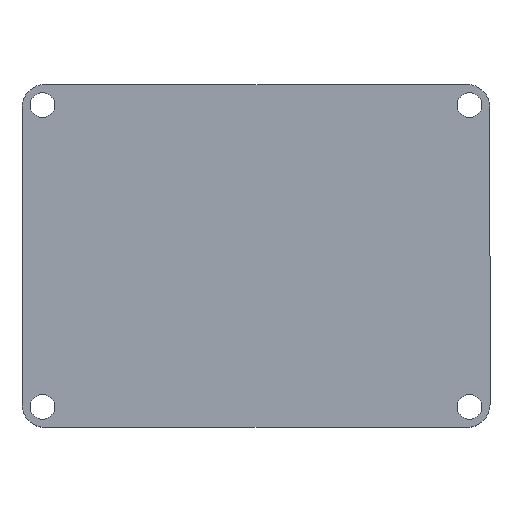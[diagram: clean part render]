
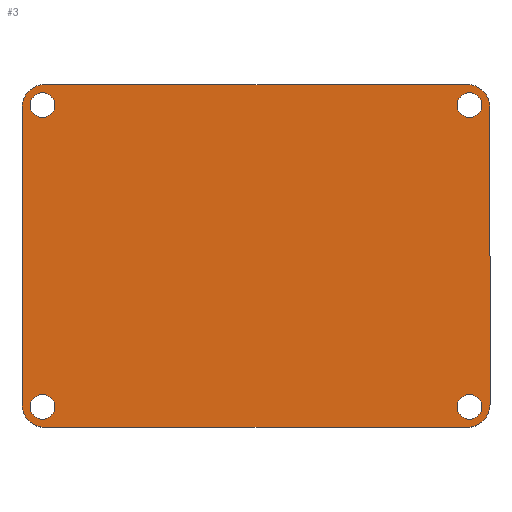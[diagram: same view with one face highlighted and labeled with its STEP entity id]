
A CAD part, top view. The second image highlights one B-rep face of the part: STEP entity #3.
In plain terms, the highlighted planar face has unit normal (0, 0, 1).
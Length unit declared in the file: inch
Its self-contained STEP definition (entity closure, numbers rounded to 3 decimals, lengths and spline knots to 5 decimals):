
#1 = CARTESIAN_POINT ( 'NONE',  ( -2.56811, -1.63066, 1.15 ) ) ;
#3 = ADVANCED_FACE ( 'NONE', ( #640, #328, #392, #137, #193 ), #482, .F. ) ;
#10 = CARTESIAN_POINT ( 'NONE',  ( -2.34311, -1.65566, 1.15 ) ) ;
#19 = EDGE_CURVE ( 'NONE', #618, #576, #400, .T. ) ;
#21 = CIRCLE ( 'NONE', #503, 0.13583 ) ;
#23 = DIRECTION ( 'NONE',  ( -1., 0., 0. ) ) ;
#35 = DIRECTION ( 'NONE',  ( -1., 0., 0. ) ) ;
#39 = DIRECTION ( 'NONE',  ( 0., 1., 0. ) ) ;
#52 = VERTEX_POINT ( 'NONE', #1 ) ;
#53 = CARTESIAN_POINT ( 'NONE',  ( -2.20728, -1.65566, 1.15 ) ) ;
#58 = ORIENTED_EDGE ( 'NONE', *, *, #144, .F. ) ;
#74 = EDGE_CURVE ( 'NONE', #576, #618, #347, .T. ) ;
#75 = ORIENTED_EDGE ( 'NONE', *, *, #360, .T. ) ;
#82 = ORIENTED_EDGE ( 'NONE', *, *, #161, .F. ) ;
#87 = CARTESIAN_POINT ( 'NONE',  ( -2.31811, -1.63066, 1.15 ) ) ;
#90 = CIRCLE ( 'NONE', #479, 0.13583 ) ;
#94 = EDGE_CURVE ( 'NONE', #407, #472, #153, .T. ) ;
#95 = ORIENTED_EDGE ( 'NONE', *, *, #19, .F. ) ;
#97 = VERTEX_POINT ( 'NONE', #643 ) ;
#98 = CIRCLE ( 'NONE', #181, 0.13583 ) ;
#101 = CARTESIAN_POINT ( 'NONE',  ( 2.34311, 1.65566, 1.15 ) ) ;
#108 = CARTESIAN_POINT ( 'NONE',  ( -2.31811, -1.88066, 1.15 ) ) ;
#111 = CARTESIAN_POINT ( 'NONE',  ( -2.34311, 1.65566, 1.15 ) ) ;
#112 = VERTEX_POINT ( 'NONE', #303 ) ;
#117 = DIRECTION ( 'NONE',  ( 0., 0., 1. ) ) ;
#127 = VERTEX_POINT ( 'NONE', #170 ) ;
#137 = FACE_BOUND ( 'NONE', #605, .T. ) ;
#138 = CARTESIAN_POINT ( 'NONE',  ( -2.20728, 1.65566, 1.15 ) ) ;
#144 = EDGE_CURVE ( 'NONE', #112, #357, #98, .T. ) ;
#145 = CARTESIAN_POINT ( 'NONE',  ( -2.56811, 1.63066, 1.15 ) ) ;
#153 = CIRCLE ( 'NONE', #530, 0.25 ) ;
#161 = EDGE_CURVE ( 'NONE', #474, #199, #90, .T. ) ;
#163 = VECTOR ( 'NONE', #39, 39.37008 ) ;
#167 = DIRECTION ( 'NONE',  ( 0., 0., 1. ) ) ;
#168 = ORIENTED_EDGE ( 'NONE', *, *, #94, .T. ) ;
#169 = EDGE_CURVE ( 'NONE', #425, #549, #385, .T. ) ;
#170 = CARTESIAN_POINT ( 'NONE',  ( 2.56811, 1.63066, 1.15 ) ) ;
#178 = ORIENTED_EDGE ( 'NONE', *, *, #457, .F. ) ;
#180 = DIRECTION ( 'NONE',  ( -1., 0., 0. ) ) ;
#181 = AXIS2_PLACEMENT_3D ( 'NONE', #10, #366, #527 ) ;
#182 = AXIS2_PLACEMENT_3D ( 'NONE', #625, #167, #223 ) ;
#183 = ORIENTED_EDGE ( 'NONE', *, *, #405, .F. ) ;
#186 = CARTESIAN_POINT ( 'NONE',  ( 2.31811, 1.88066, 1.15 ) ) ;
#193 = FACE_BOUND ( 'NONE', #552, .T. ) ;
#199 = VERTEX_POINT ( 'NONE', #267 ) ;
#200 = EDGE_CURVE ( 'NONE', #127, #568, #238, .T. ) ;
#201 = DIRECTION ( 'NONE',  ( -1., 0., 0. ) ) ;
#205 = DIRECTION ( 'NONE',  ( 0., 0., 1. ) ) ;
#206 = AXIS2_PLACEMENT_3D ( 'NONE', #111, #257, #201 ) ;
#208 = CIRCLE ( 'NONE', #566, 0.25 ) ;
#210 = CARTESIAN_POINT ( 'NONE',  ( -2.34311, 1.65566, 1.15 ) ) ;
#221 = CARTESIAN_POINT ( 'NONE',  ( -2.34311, -1.65566, 1.15 ) ) ;
#223 = DIRECTION ( 'NONE',  ( -1., 0., 0. ) ) ;
#231 = ORIENTED_EDGE ( 'NONE', *, *, #342, .T. ) ;
#238 = CIRCLE ( 'NONE', #595, 0.25 ) ;
#245 = EDGE_LOOP ( 'NONE', ( #231, #343, #492, #168, #75, #601, #610, #533 ) ) ;
#247 = DIRECTION ( 'NONE',  ( 1., 0., 0. ) ) ;
#251 = DIRECTION ( 'NONE',  ( 1., 0., 0. ) ) ;
#252 = EDGE_LOOP ( 'NONE', ( #183, #262 ) ) ;
#257 = DIRECTION ( 'NONE',  ( 0., 0., 1. ) ) ;
#260 = EDGE_CURVE ( 'NONE', #438, #407, #449, .T. ) ;
#262 = ORIENTED_EDGE ( 'NONE', *, *, #169, .F. ) ;
#267 = CARTESIAN_POINT ( 'NONE',  ( 2.20728, 1.65566, 1.15 ) ) ;
#276 = EDGE_CURVE ( 'NONE', #199, #474, #442, .T. ) ;
#277 = AXIS2_PLACEMENT_3D ( 'NONE', #526, #433, #283 ) ;
#278 = CARTESIAN_POINT ( 'NONE',  ( 2.20728, -1.65566, 1.15 ) ) ;
#283 = DIRECTION ( 'NONE',  ( -1., 0., 0. ) ) ;
#299 = DIRECTION ( 'NONE',  ( -1., 0., 0. ) ) ;
#303 = CARTESIAN_POINT ( 'NONE',  ( -2.47894, -1.65566, 1.15 ) ) ;
#306 = ORIENTED_EDGE ( 'NONE', *, *, #276, .F. ) ;
#307 = DIRECTION ( 'NONE',  ( 0., 0., 1. ) ) ;
#314 = AXIS2_PLACEMENT_3D ( 'NONE', #382, #525, #299 ) ;
#324 = AXIS2_PLACEMENT_3D ( 'NONE', #101, #436, #247 ) ;
#328 = FACE_BOUND ( 'NONE', #332, .T. ) ;
#330 = LINE ( 'NONE', #377, #349 ) ;
#332 = EDGE_LOOP ( 'NONE', ( #58, #178 ) ) ;
#339 = VERTEX_POINT ( 'NONE', #145 ) ;
#342 = EDGE_CURVE ( 'NONE', #339, #52, #535, .T. ) ;
#343 = ORIENTED_EDGE ( 'NONE', *, *, #551, .T. ) ;
#347 = CIRCLE ( 'NONE', #450, 0.13583 ) ;
#349 = VECTOR ( 'NONE', #23, 39.37008 ) ;
#355 = LINE ( 'NONE', #484, #163 ) ;
#357 = VERTEX_POINT ( 'NONE', #53 ) ;
#360 = EDGE_CURVE ( 'NONE', #472, #127, #355, .T. ) ;
#366 = DIRECTION ( 'NONE',  ( 0., 0., 1. ) ) ;
#377 = CARTESIAN_POINT ( 'NONE',  ( 2.56811, 1.88066, 1.15 ) ) ;
#382 = CARTESIAN_POINT ( 'NONE',  ( 0., 0., 1.15 ) ) ;
#385 = CIRCLE ( 'NONE', #182, 0.13583 ) ;
#387 = AXIS2_PLACEMENT_3D ( 'NONE', #221, #307, #514 ) ;
#392 = FACE_BOUND ( 'NONE', #252, .T. ) ;
#393 = DIRECTION ( 'NONE',  ( 0., -1., 0. ) ) ;
#400 = CIRCLE ( 'NONE', #206, 0.13583 ) ;
#405 = EDGE_CURVE ( 'NONE', #549, #425, #21, .T. ) ;
#406 = DIRECTION ( 'NONE',  ( -1., 0., 0. ) ) ;
#407 = VERTEX_POINT ( 'NONE', #409 ) ;
#409 = CARTESIAN_POINT ( 'NONE',  ( 2.31811, -1.88066, 1.15 ) ) ;
#412 = CARTESIAN_POINT ( 'NONE',  ( 2.34311, 1.65566, 1.15 ) ) ;
#425 = VERTEX_POINT ( 'NONE', #603 ) ;
#433 = DIRECTION ( 'NONE',  ( 0., 0., 1. ) ) ;
#436 = DIRECTION ( 'NONE',  ( 0., 0., 1. ) ) ;
#438 = VERTEX_POINT ( 'NONE', #108 ) ;
#442 = CIRCLE ( 'NONE', #324, 0.13583 ) ;
#449 = LINE ( 'NONE', #491, #452 ) ;
#450 = AXIS2_PLACEMENT_3D ( 'NONE', #210, #205, #406 ) ;
#452 = VECTOR ( 'NONE', #251, 39.37008 ) ;
#453 = DIRECTION ( 'NONE',  ( -1., 0., 0. ) ) ;
#457 = EDGE_CURVE ( 'NONE', #357, #112, #557, .T. ) ;
#458 = CARTESIAN_POINT ( 'NONE',  ( 2.34311, -1.65566, 1.15 ) ) ;
#461 = DIRECTION ( 'NONE',  ( 0., 0., 1. ) ) ;
#472 = VERTEX_POINT ( 'NONE', #620 ) ;
#474 = VERTEX_POINT ( 'NONE', #570 ) ;
#479 = AXIS2_PLACEMENT_3D ( 'NONE', #412, #117, #608 ) ;
#482 = PLANE ( 'NONE',  #314 ) ;
#483 = CARTESIAN_POINT ( 'NONE',  ( -2.47894, 1.65566, 1.15 ) ) ;
#484 = CARTESIAN_POINT ( 'NONE',  ( 2.56811, 1.88066, 1.15 ) ) ;
#485 = EDGE_CURVE ( 'NONE', #568, #97, #330, .T. ) ;
#491 = CARTESIAN_POINT ( 'NONE',  ( 2.56811, -1.88066, 1.15 ) ) ;
#492 = ORIENTED_EDGE ( 'NONE', *, *, #260, .T. ) ;
#493 = VECTOR ( 'NONE', #393, 39.37008 ) ;
#503 = AXIS2_PLACEMENT_3D ( 'NONE', #458, #509, #453 ) ;
#504 = CIRCLE ( 'NONE', #277, 0.25 ) ;
#506 = CARTESIAN_POINT ( 'NONE',  ( 2.31811, -1.63066, 1.15 ) ) ;
#509 = DIRECTION ( 'NONE',  ( 0., 0., 1. ) ) ;
#514 = DIRECTION ( 'NONE',  ( 1., 0., 0. ) ) ;
#520 = DIRECTION ( 'NONE',  ( 0., 0., 1. ) ) ;
#525 = DIRECTION ( 'NONE',  ( 0., 0., -1. ) ) ;
#526 = CARTESIAN_POINT ( 'NONE',  ( -2.31811, 1.63066, 1.15 ) ) ;
#527 = DIRECTION ( 'NONE',  ( 1., 0., 0. ) ) ;
#530 = AXIS2_PLACEMENT_3D ( 'NONE', #506, #597, #548 ) ;
#533 = ORIENTED_EDGE ( 'NONE', *, *, #578, .T. ) ;
#535 = LINE ( 'NONE', #634, #493 ) ;
#548 = DIRECTION ( 'NONE',  ( -1., 0., 0. ) ) ;
#549 = VERTEX_POINT ( 'NONE', #278 ) ;
#551 = EDGE_CURVE ( 'NONE', #52, #438, #208, .T. ) ;
#552 = EDGE_LOOP ( 'NONE', ( #306, #82 ) ) ;
#557 = CIRCLE ( 'NONE', #387, 0.13583 ) ;
#566 = AXIS2_PLACEMENT_3D ( 'NONE', #87, #520, #180 ) ;
#568 = VERTEX_POINT ( 'NONE', #186 ) ;
#570 = CARTESIAN_POINT ( 'NONE',  ( 2.47894, 1.65566, 1.15 ) ) ;
#576 = VERTEX_POINT ( 'NONE', #138 ) ;
#578 = EDGE_CURVE ( 'NONE', #97, #339, #504, .T. ) ;
#581 = CARTESIAN_POINT ( 'NONE',  ( 2.31811, 1.63066, 1.15 ) ) ;
#595 = AXIS2_PLACEMENT_3D ( 'NONE', #581, #461, #35 ) ;
#597 = DIRECTION ( 'NONE',  ( 0., 0., 1. ) ) ;
#601 = ORIENTED_EDGE ( 'NONE', *, *, #200, .T. ) ;
#603 = CARTESIAN_POINT ( 'NONE',  ( 2.47894, -1.65566, 1.15 ) ) ;
#605 = EDGE_LOOP ( 'NONE', ( #95, #646 ) ) ;
#608 = DIRECTION ( 'NONE',  ( 1., 0., 0. ) ) ;
#610 = ORIENTED_EDGE ( 'NONE', *, *, #485, .T. ) ;
#618 = VERTEX_POINT ( 'NONE', #483 ) ;
#620 = CARTESIAN_POINT ( 'NONE',  ( 2.56811, -1.63066, 1.15 ) ) ;
#625 = CARTESIAN_POINT ( 'NONE',  ( 2.34311, -1.65566, 1.15 ) ) ;
#634 = CARTESIAN_POINT ( 'NONE',  ( -2.56811, 1.88066, 1.15 ) ) ;
#640 = FACE_OUTER_BOUND ( 'NONE', #245, .T. ) ;
#643 = CARTESIAN_POINT ( 'NONE',  ( -2.31811, 1.88066, 1.15 ) ) ;
#646 = ORIENTED_EDGE ( 'NONE', *, *, #74, .F. ) ;
